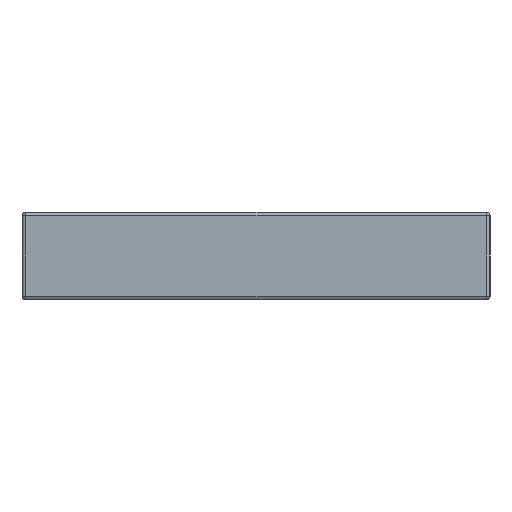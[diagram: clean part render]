
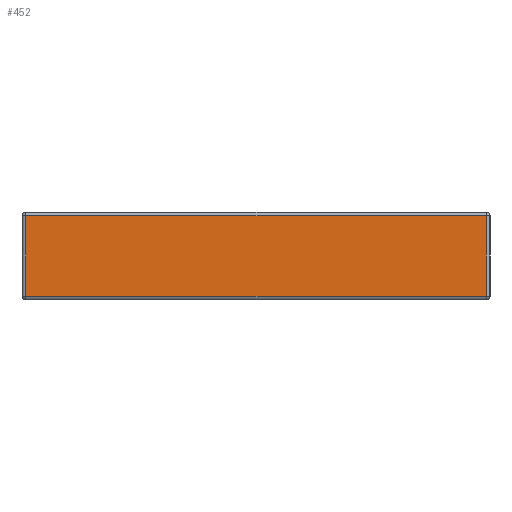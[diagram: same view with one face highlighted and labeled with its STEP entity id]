
A CAD part, left-side view. The second image highlights one B-rep face of the part: STEP entity #452.
In plain terms, the highlighted planar face has unit normal (-1, 0, 0).
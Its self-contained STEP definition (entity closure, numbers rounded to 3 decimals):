
#85 = VECTOR ( 'NONE', #1967, 1000. ) ;
#168 = EDGE_CURVE ( 'NONE', #2531, #2373, #3506, .T. ) ;
#261 = EDGE_LOOP ( 'NONE', ( #1578, #1057, #3102, #364 ) ) ;
#364 = ORIENTED_EDGE ( 'NONE', *, *, #168, .T. ) ;
#368 = CARTESIAN_POINT ( 'NONE',  ( 0., 3.175, 0.6 ) ) ;
#446 = DIRECTION ( 'NONE',  ( 0., 0., -1. ) ) ;
#452 = ADVANCED_FACE ( 'NONE', ( #2278 ), #2559, .F. ) ;
#1053 = VERTEX_POINT ( 'NONE', #2687 ) ;
#1057 = ORIENTED_EDGE ( 'NONE', *, *, #2577, .T. ) ;
#1339 = CARTESIAN_POINT ( 'NONE',  ( 0., 0., 0.6 ) ) ;
#1428 = DIRECTION ( 'NONE',  ( 0., 1., 0. ) ) ;
#1477 = CARTESIAN_POINT ( 'NONE',  ( 0., 0.025, 0.575 ) ) ;
#1578 = ORIENTED_EDGE ( 'NONE', *, *, #2995, .T. ) ;
#1632 = VECTOR ( 'NONE', #3679, 1000. ) ;
#1804 = CARTESIAN_POINT ( 'NONE',  ( 0., 0., 0.025 ) ) ;
#1967 = DIRECTION ( 'NONE',  ( 0., 0., 1. ) ) ;
#2075 = CARTESIAN_POINT ( 'NONE',  ( 0., 3.175, 0.025 ) ) ;
#2137 = VERTEX_POINT ( 'NONE', #2075 ) ;
#2238 = EDGE_CURVE ( 'NONE', #2137, #2531, #3352, .T. ) ;
#2278 = FACE_OUTER_BOUND ( 'NONE', #261, .T. ) ;
#2373 = VERTEX_POINT ( 'NONE', #1477 ) ;
#2531 = VERTEX_POINT ( 'NONE', #3198 ) ;
#2559 = PLANE ( 'NONE',  #2981 ) ;
#2577 = EDGE_CURVE ( 'NONE', #1053, #2137, #2792, .T. ) ;
#2687 = CARTESIAN_POINT ( 'NONE',  ( 0., 3.175, 0.575 ) ) ;
#2785 = VECTOR ( 'NONE', #446, 1000. ) ;
#2792 = LINE ( 'NONE', #368, #2785 ) ;
#2896 = DIRECTION ( 'NONE',  ( 0., 0., -1. ) ) ;
#2981 = AXIS2_PLACEMENT_3D ( 'NONE', #1339, #3183, #2896 ) ;
#2995 = EDGE_CURVE ( 'NONE', #2373, #1053, #3824, .T. ) ;
#3102 = ORIENTED_EDGE ( 'NONE', *, *, #2238, .T. ) ;
#3183 = DIRECTION ( 'NONE',  ( 1., 0., 0. ) ) ;
#3198 = CARTESIAN_POINT ( 'NONE',  ( 0., 0.025, 0.025 ) ) ;
#3352 = LINE ( 'NONE', #1804, #1632 ) ;
#3506 = LINE ( 'NONE', #3748, #85 ) ;
#3570 = CARTESIAN_POINT ( 'NONE',  ( 0., 0., 0.575 ) ) ;
#3679 = DIRECTION ( 'NONE',  ( 0., -1., 0. ) ) ;
#3748 = CARTESIAN_POINT ( 'NONE',  ( 0., 0.025, 0.6 ) ) ;
#3824 = LINE ( 'NONE', #3570, #3853 ) ;
#3853 = VECTOR ( 'NONE', #1428, 1000. ) ;
